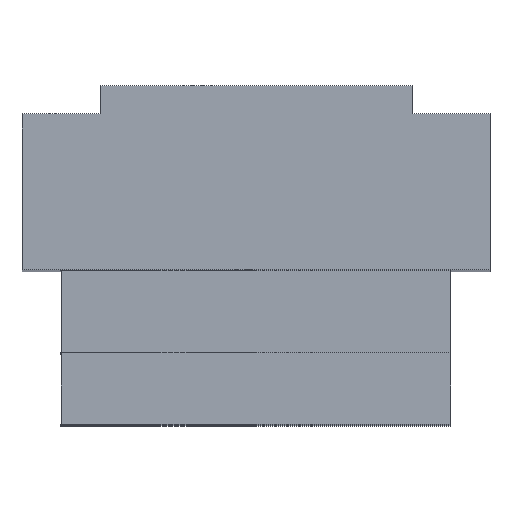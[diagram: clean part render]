
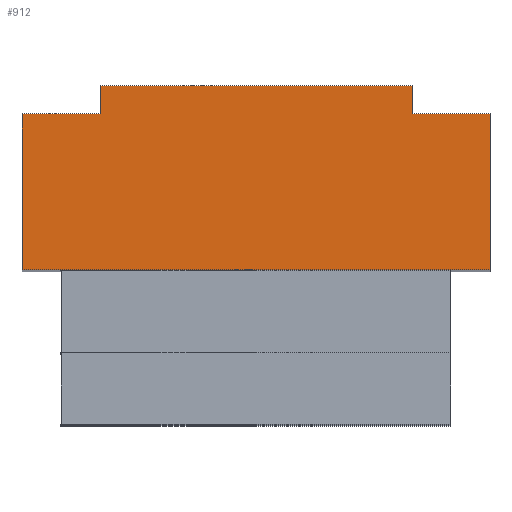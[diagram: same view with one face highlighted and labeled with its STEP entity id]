
A CAD part, top view. The second image highlights one B-rep face of the part: STEP entity #912.
In plain terms, the highlighted planar face has unit normal (0, 0, 1).
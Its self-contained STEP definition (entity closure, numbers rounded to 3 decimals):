
#841=CARTESIAN_POINT('POINT49',(-38.1,0.,88.9));
#842=VERTEX_POINT('VERTEX49',#841);
#843=CARTESIAN_POINT('POINT50',(38.1,0.,88.9));
#844=VERTEX_POINT('VERTEX50',#843);
#845=CARTESIAN_POINT('POS103',(-38.1,0.,88.9));
#846=DIRECTION('DIR149',(1.,0.,0.));
#847=VECTOR('VEC57',#846,25.4);
#848=LINE('STRAIGHT57',#845,#847);
#849=EDGE_CURVE('EDGE73',#842,#844,#848,.T.);
#850=ORIENTED_EDGE('COEDGE129',*,*,#849,.T.);
#851=CARTESIAN_POINT('POINT51',(38.1,25.4,88.9));
#852=VERTEX_POINT('VERTEX51',#851);
#853=CARTESIAN_POINT('POS104',(38.1,0.,88.9));
#854=DIRECTION('DIR150',(0.,1.,0.));
#855=VECTOR('VEC58',#854,25.4);
#856=LINE('STRAIGHT58',#853,#855);
#857=EDGE_CURVE('EDGE74',#844,#852,#856,.T.);
#858=ORIENTED_EDGE('COEDGE130',*,*,#857,.T.);
#859=CARTESIAN_POINT('POINT52',(25.4,25.4,88.9));
#860=VERTEX_POINT('VERTEX52',#859);
#861=CARTESIAN_POINT('POS105',(38.1,25.4,88.9));
#862=DIRECTION('DIR151',(-1.,0.,0.));
#863=VECTOR('VEC59',#862,25.4);
#864=LINE('STRAIGHT59',#861,#863);
#865=EDGE_CURVE('EDGE75',#852,#860,#864,.T.);
#866=ORIENTED_EDGE('COEDGE131',*,*,#865,.T.);
#867=CARTESIAN_POINT('POINT53',(25.4,29.972,88.9));
#868=VERTEX_POINT('VERTEX53',#867);
#869=CARTESIAN_POINT('POS106',(25.4,25.4,88.9));
#870=DIRECTION('DIR152',(0.,1.,0.));
#871=VECTOR('VEC60',#870,25.4);
#872=LINE('STRAIGHT60',#869,#871);
#873=EDGE_CURVE('EDGE76',#860,#868,#872,.T.);
#874=ORIENTED_EDGE('COEDGE132',*,*,#873,.T.);
#875=CARTESIAN_POINT('POINT54',(-25.4,29.972,88.9));
#876=VERTEX_POINT('VERTEX54',#875);
#877=CARTESIAN_POINT('POS107',(25.4,29.972,88.9));
#878=DIRECTION('DIR153',(-1.,0.,0.));
#879=VECTOR('VEC61',#878,25.4);
#880=LINE('STRAIGHT61',#877,#879);
#881=EDGE_CURVE('EDGE77',#868,#876,#880,.T.);
#882=ORIENTED_EDGE('COEDGE133',*,*,#881,.T.);
#883=CARTESIAN_POINT('POINT55',(-25.4,25.4,88.9));
#884=VERTEX_POINT('VERTEX55',#883);
#885=CARTESIAN_POINT('POS108',(-25.4,29.972,88.9));
#886=DIRECTION('DIR154',(0.,-1.,0.));
#887=VECTOR('VEC62',#886,25.4);
#888=LINE('STRAIGHT62',#885,#887);
#889=EDGE_CURVE('EDGE78',#876,#884,#888,.T.);
#890=ORIENTED_EDGE('COEDGE134',*,*,#889,.T.);
#891=CARTESIAN_POINT('POINT56',(-38.1,25.4,88.9));
#892=VERTEX_POINT('VERTEX56',#891);
#893=CARTESIAN_POINT('POS109',(-25.4,25.4,88.9));
#894=DIRECTION('DIR155',(-1.,0.,0.));
#895=VECTOR('VEC63',#894,25.4);
#896=LINE('STRAIGHT63',#893,#895);
#897=EDGE_CURVE('EDGE79',#884,#892,#896,.T.);
#898=ORIENTED_EDGE('COEDGE135',*,*,#897,.T.);
#899=CARTESIAN_POINT('POS110',(-38.1,25.4,88.9));
#900=DIRECTION('DIR156',(0.,-1.,0.));
#901=VECTOR('VEC64',#900,25.4);
#902=LINE('STRAIGHT64',#899,#901);
#903=EDGE_CURVE('EDGE80',#892,#842,#902,.T.);
#904=ORIENTED_EDGE('COEDGE136',*,*,#903,.T.);
#905=EDGE_LOOP('NONE',(#850,#858,#866,#874,#882,#890,#898,#904));
#906=FACE_BOUND('LOOP1',#905,.T.);
#907=CARTESIAN_POINT('POS111',(0.,0.,88.9));
#908=DIRECTION('DIR157',(0.,0.,1.));
#909=DIRECTION('DIR158',(1.,0.,0.));
#910=AXIS2_PLACEMENT_3D('AXIS47',#907,#908,#909);
#911=PLANE('PLANE23',#910);
#912=ADVANCED_FACE('FACE31',(#906),#911,.T.);
